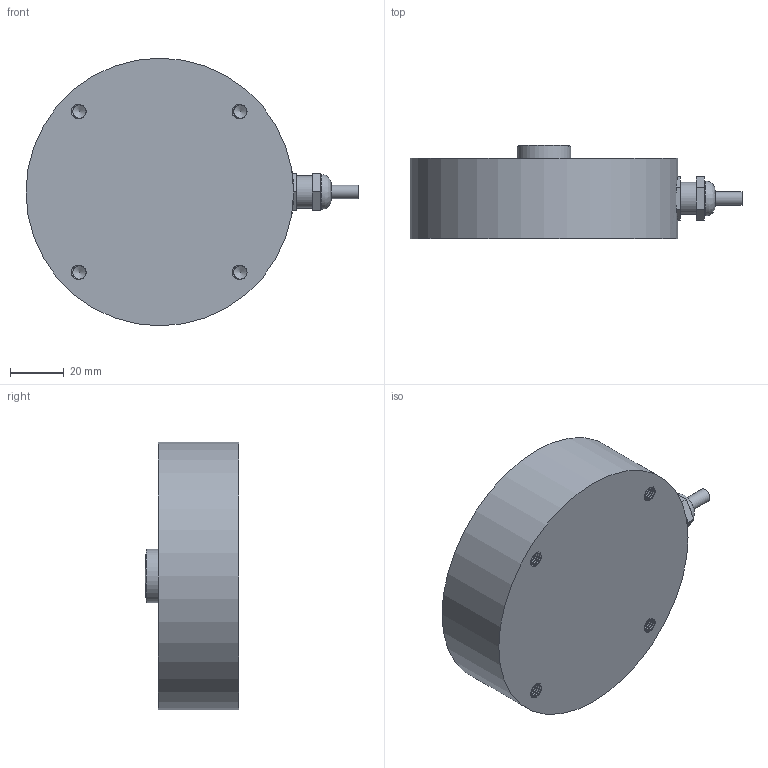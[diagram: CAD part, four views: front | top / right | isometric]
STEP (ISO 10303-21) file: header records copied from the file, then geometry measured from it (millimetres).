
FILE_DESCRIPTION(/* description */ (''),/* implementation_level */ '2;1');
FILE_NAME(/* name */ '266ASPT-10t v2.step',/* time_stamp */ '2020-02-04T14:10:32-08:00',/* author */ (''),/* organization */ (''),/* preprocessor_version */ 'ST-DEVELOPER v18',/* originating_system */ 'Autodesk Translation Framework v8.12.0.6',/* authorisation */ '');
FILE_SCHEMA (('AUTOMOTIVE_DESIGN { 1 0 10303 214 3 1 1 }'));
Length unit declared in the file: millimetre
Products named in the file (2): 266ASPT-10t; Connector
Assembly tree (1 placements, depth 2):
  266ASPT-10t
    Connector
Bounding box: 124.03 x 34.9 x 100 mm (x, y, z)
Volume: 237683.9 mm3; surface area: 29139.8 mm2
Topology: 2 solids, 2 shells, 213 faces, 530 edges, 328 vertices
Faces by surface type: cylinder 172, plane 26, bspline 9, cone 5, sphere 1
Full cylindrical faces by diameter (mm): 5.035 x76, 5.1 x1, 6.147 x72, 10 x1, 12 x2, 13 x1, 16.5 x1, 20 x1, 100 x1
Entity records: 14097 total; most frequent: CARTESIAN_POINT 9574, ORIENTED_EDGE 1050, DIRECTION 709, EDGE_CURVE 525, VERTEX_POINT 328, B_SPLINE_CURVE_WITH_KNOTS 275, AXIS2_PLACEMENT_3D 252, EDGE_LOOP 225
